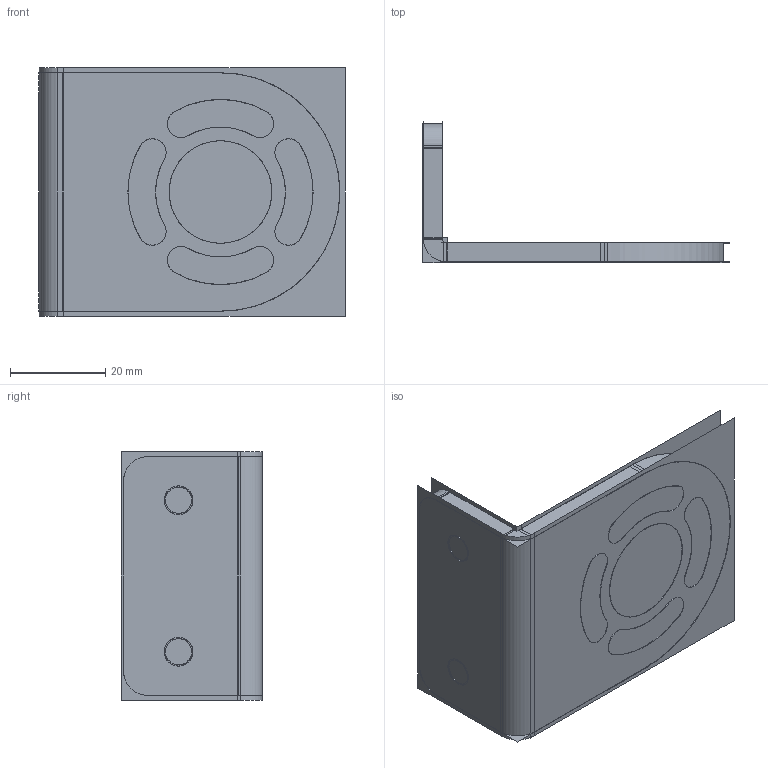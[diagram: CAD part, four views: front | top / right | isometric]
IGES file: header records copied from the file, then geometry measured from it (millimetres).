
Start section:  PTC IGES file: 206231.igs
Global section: file name: 206231.igs; native system: Creo Parametric by PTC Inc.; preprocessor: 2018300; author: pdmadmin; organization: Unknown; date: 20190701.133012; units: millimetre
Bounding box: 64.26 x 29.58 x 52 mm (x, y, z)
Volume: 12556.4 mm3; surface area: 48637.1 mm2
Topology: 1 solids, 3 shells, 626 faces, 3128 edges, 3804 vertices
Faces by surface type: bspline 562, revolution 64
